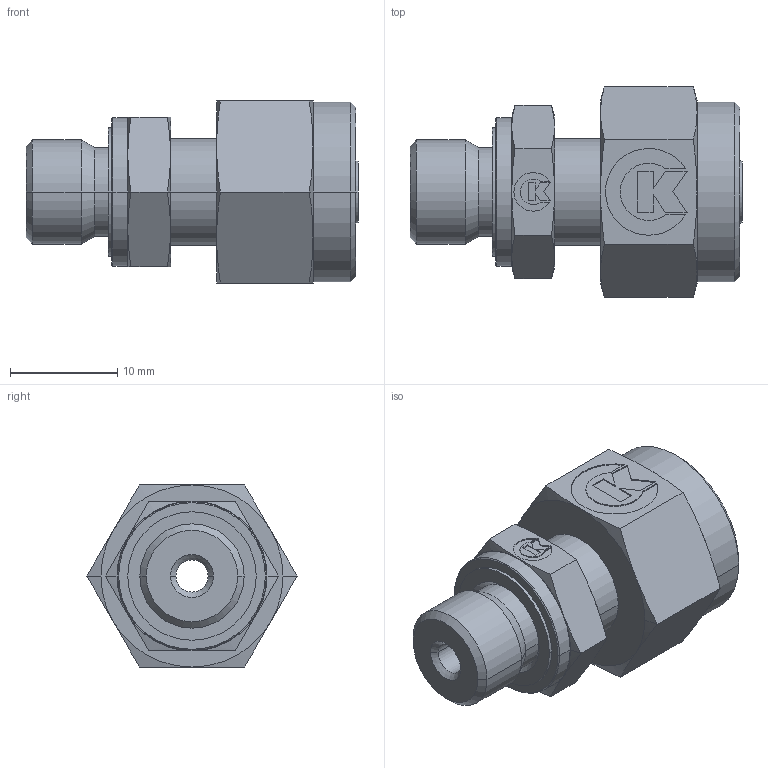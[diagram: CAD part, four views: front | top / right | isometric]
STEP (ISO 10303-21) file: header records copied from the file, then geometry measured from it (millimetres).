
FILE_DESCRIPTION( ( '' ), '1' );
FILE_NAME( '116061812.stp', '2012-08-13T12:48:19', ( '' ), ( '' ), ' ', ' ', ' ' );
FILE_SCHEMA( ( 'CONFIG_CONTROL_DESIGN' ) );
Length unit declared in the file: millimetre
Products named in the file (2): 1; 2
Bounding box: 31 x 19.63 x 17 mm (x, y, z)
Volume: 4400.2 mm3; surface area: 3145.2 mm2
Topology: 2 solids, 3 shells, 181 faces, 428 edges, 268 vertices
Faces by surface type: plane 85, cone 56, cylinder 34, torus 6
Entity records: 5222 total; most frequent: CARTESIAN_POINT 975, DIRECTION 892, ORIENTED_EDGE 856, EDGE_CURVE 428, AXIS2_PLACEMENT_3D 329, VERTEX_POINT 268, LINE 234, VECTOR 234
